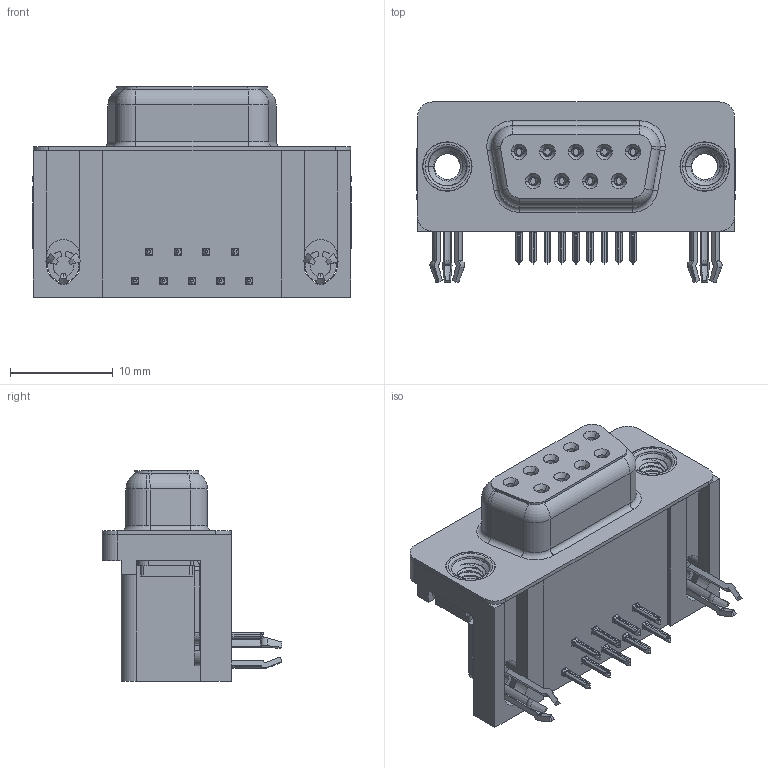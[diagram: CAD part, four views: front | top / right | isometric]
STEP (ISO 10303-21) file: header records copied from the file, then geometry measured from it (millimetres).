
FILE_DESCRIPTION (( 'STEP AP203' ), '1' );
FILE_NAME ('630-009-240-045.STEP', '2021-09-22T13:10:16', ( '' ), ( '' ), 'SwSTEP 2.0', 'SolidWorks 2020', '' );
FILE_SCHEMA (( 'CONFIG_CONTROL_DESIGN' ));
Length unit declared in the file: millimetre
Products named in the file (7): 630 Contact Top; 630 Contact Bottom; 630-009-240-045; 630 3 Prong Board Lock; 630 M3 Threaded Rivet; 630 Housing_09 Socket; 630 Shell_09 Socket
Assembly tree (15 placements, depth 2):
  630-009-240-045
    630 Housing_09 Socket
    630 Shell_09 Socket
    630 Contact Bottom  x4
    630 Contact Top  x5
    630 3 Prong Board Lock  x2
    630 M3 Threaded Rivet  x2
Bounding box: 30.89 x 17.48 x 20.4 mm (x, y, z)
Volume: 4208.3 mm3; surface area: 5511.4 mm2
Topology: 15 solids, 15 shells, 1674 faces, 4430 edges, 2798 vertices
Faces by surface type: plane 720, cylinder 426, bspline 314, cone 152, torus 62
Entity records: 25189 total; most frequent: CARTESIAN_POINT 8509, ORIENTED_EDGE 3434, DIRECTION 3052, EDGE_CURVE 1717, VERTEX_POINT 1095, AXIS2_PLACEMENT_3D 1028, LINE 996, VECTOR 996
